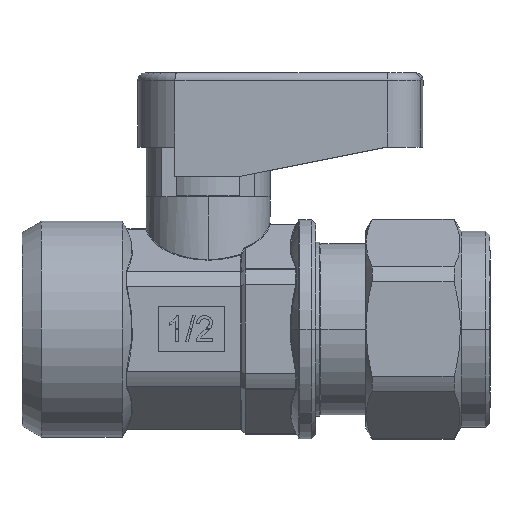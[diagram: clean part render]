
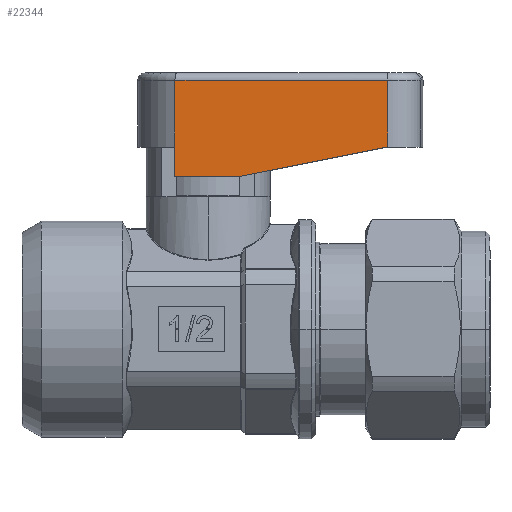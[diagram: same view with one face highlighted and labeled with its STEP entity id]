
A CAD part, top view. The second image highlights one B-rep face of the part: STEP entity #22344.
In plain terms, the highlighted planar face has unit normal (0, 0, 1).
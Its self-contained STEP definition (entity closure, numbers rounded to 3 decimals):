
#878 = FACE_OUTER_BOUND ( 'NONE', #29227, .T. ) ;
#1474 = LINE ( 'NONE', #16539, #1482 ) ;
#1482 = VECTOR ( 'NONE', #16548, 1000. ) ;
#3407 = AXIS2_PLACEMENT_3D ( 'NONE', #38551, #38560, #38562 ) ;
#6183 = ORIENTED_EDGE ( 'NONE', *, *, #30162, .T. ) ;
#6184 = ORIENTED_EDGE ( 'NONE', *, *, #30163, .T. ) ;
#6185 = ORIENTED_EDGE ( 'NONE', *, *, #30164, .F. ) ;
#6186 = ORIENTED_EDGE ( 'NONE', *, *, #30144, .F. ) ;
#6187 = ORIENTED_EDGE ( 'NONE', *, *, #29980, .T. ) ;
#6188 = ORIENTED_EDGE ( 'NONE', *, *, #30141, .T. ) ;
#6189 = ORIENTED_EDGE ( 'NONE', *, *, #30138, .T. ) ;
#7172 = VERTEX_POINT ( 'NONE', #42015 ) ;
#7179 = VERTEX_POINT ( 'NONE', #42022 ) ;
#7221 = VERTEX_POINT ( 'NONE', #42064 ) ;
#7224 = VERTEX_POINT ( 'NONE', #42067 ) ;
#7226 = VERTEX_POINT ( 'NONE', #42069 ) ;
#7235 = VERTEX_POINT ( 'NONE', #42078 ) ;
#7238 = VERTEX_POINT ( 'NONE', #42081 ) ;
#16539 = CARTESIAN_POINT ( 'NONE',  ( -4., 18.5, 7.5 ) ) ;
#16548 = DIRECTION ( 'NONE',  ( 1., 0., 0. ) ) ;
#16728 = DIRECTION ( 'NONE',  ( 1., 0., 0. ) ) ;
#16733 = CARTESIAN_POINT ( 'NONE',  ( 26., 22., 7.5 ) ) ;
#16743 = CARTESIAN_POINT ( 'NONE',  ( 21.5, 22., 7.5 ) ) ;
#16744 = DIRECTION ( 'NONE',  ( 0.981, 0.196, 0. ) ) ;
#16745 = CARTESIAN_POINT ( 'NONE',  ( -4., 18.5, 7.5 ) ) ;
#16746 = DIRECTION ( 'NONE',  ( 0., 1., 0. ) ) ;
#16756 = CARTESIAN_POINT ( 'NONE',  ( 21.72, 18.5, 7.5 ) ) ;
#16757 = DIRECTION ( 'NONE',  ( 0., 1., 0. ) ) ;
#16766 = CARTESIAN_POINT ( 'NONE',  ( -4., 30.1, 7.5 ) ) ;
#16767 = DIRECTION ( 'NONE',  ( -1., 0., 0. ) ) ;
#16768 = CARTESIAN_POINT ( 'NONE',  ( -4., 18.5, 7.5 ) ) ;
#16769 = DIRECTION ( 'NONE',  ( 0., 1., 0. ) ) ;
#16825 = LINE ( 'NONE', #16733, #16826 ) ;
#16826 = VECTOR ( 'NONE', #16728, 1000. ) ;
#16828 = LINE ( 'NONE', #16743, #16831 ) ;
#16830 = LINE ( 'NONE', #16745, #16833 ) ;
#16831 = VECTOR ( 'NONE', #16744, 1000. ) ;
#16833 = VECTOR ( 'NONE', #16746, 1000. ) ;
#16844 = LINE ( 'NONE', #16756, #16846 ) ;
#16845 = LINE ( 'NONE', #16766, #16848 ) ;
#16846 = VECTOR ( 'NONE', #16757, 1000. ) ;
#16847 = LINE ( 'NONE', #16768, #16850 ) ;
#16848 = VECTOR ( 'NONE', #16767, 1000. ) ;
#16850 = VECTOR ( 'NONE', #16769, 1000. ) ;
#22344 = ADVANCED_FACE ( 'NONE', ( #878 ), #38556, .T. ) ;
#29227 = EDGE_LOOP ( 'NONE', ( #6183, #6184, #6185, #6186, #6187, #6188, #6189 ) ) ;
#29980 = EDGE_CURVE ( 'NONE', #7172, #7179, #1474, .T. ) ;
#30138 = EDGE_CURVE ( 'NONE', #7226, #7224, #16825, .T. ) ;
#30141 = EDGE_CURVE ( 'NONE', #7179, #7226, #16828, .T. ) ;
#30144 = EDGE_CURVE ( 'NONE', #7172, #7221, #16830, .T. ) ;
#30162 = EDGE_CURVE ( 'NONE', #7224, #7238, #16844, .T. ) ;
#30163 = EDGE_CURVE ( 'NONE', #7238, #7235, #16845, .T. ) ;
#30164 = EDGE_CURVE ( 'NONE', #7221, #7235, #16847, .T. ) ;
#38551 = CARTESIAN_POINT ( 'NONE',  ( -4., 18.5, 7.5 ) ) ;
#38556 = PLANE ( 'NONE',  #3407 ) ;
#38560 = DIRECTION ( 'NONE',  ( 0., 0., 1. ) ) ;
#38562 = DIRECTION ( 'NONE',  ( 1., 0., 0. ) ) ;
#42015 = CARTESIAN_POINT ( 'NONE',  ( -4., 18.5, 7.5 ) ) ;
#42022 = CARTESIAN_POINT ( 'NONE',  ( 4., 18.5, 7.5 ) ) ;
#42064 = CARTESIAN_POINT ( 'NONE',  ( -4., 22., 7.5 ) ) ;
#42067 = CARTESIAN_POINT ( 'NONE',  ( 21.72, 22., 7.5 ) ) ;
#42069 = CARTESIAN_POINT ( 'NONE',  ( 21.5, 22., 7.5 ) ) ;
#42078 = CARTESIAN_POINT ( 'NONE',  ( -4., 30.1, 7.5 ) ) ;
#42081 = CARTESIAN_POINT ( 'NONE',  ( 21.72, 30.1, 7.5 ) ) ;
